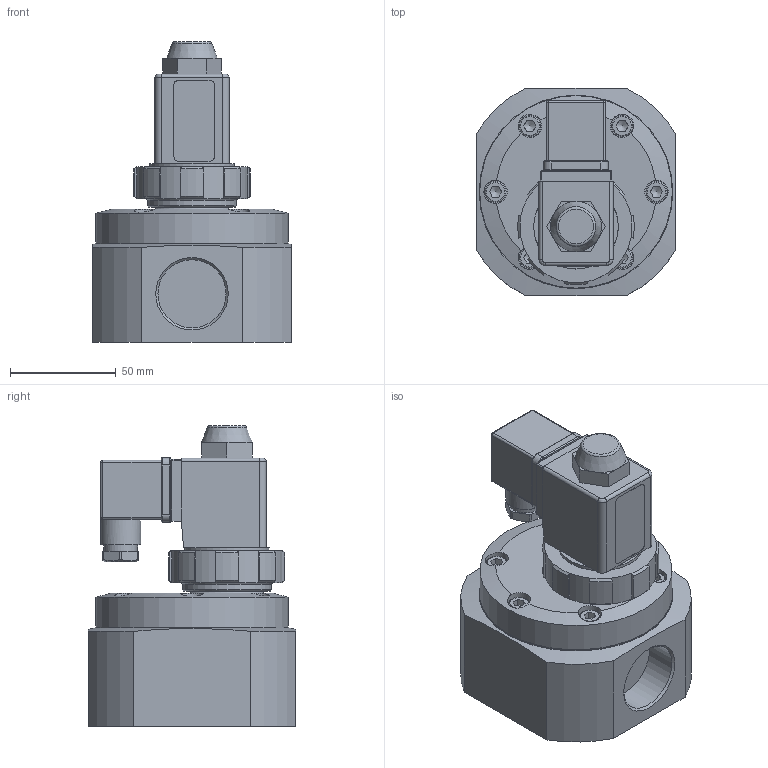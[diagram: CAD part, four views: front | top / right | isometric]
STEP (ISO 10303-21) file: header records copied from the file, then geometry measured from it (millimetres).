
FILE_DESCRIPTION(/* description */ (''),/* implementation_level */ '2;1');
FILE_NAME(/* name */ 'Typ 160 DN20 PVC (91600003).stp',/* time_stamp */ '2018-07-27T12:22:33+02:00',/* author */ ('scanivar'),/* organization */ (''),/* preprocessor_version */ 'ST-DEVELOPER v15.2',/* originating_system */ 'Autodesk Inventor 2014',/* authorisation */ '');
FILE_SCHEMA (('AUTOMOTIVE_DESIGN { 1 0 10303 214 3 1 1 }'));
Length unit declared in the file: centimetre
Products named in the file (1): BG-91600003
Bounding box: 94 x 98 x 142.2 mm (x, y, z)
Volume: 609465 mm3; surface area: 63539.6 mm2
Topology: 1 solids, 1 shells, 342 faces, 839 edges, 516 vertices
Faces by surface type: plane 162, cylinder 88, cone 62, torus 23, sphere 5, bspline 2
Full cylindrical faces by diameter (mm): 5 x2, 7.2 x1, 9 x4, 9.6 x1, 10 x6, 11 x6, 16 x1, 18.9 x1, 32.2 x2, 33.5 x1, 34.5 x1, 40 x1, 42 x1, 91 x1, 91.5 x1
Entity records: 9945 total; most frequent: CARTESIAN_POINT 2021, DIRECTION 1608, ORIENTED_EDGE 1482, EDGE_CURVE 741, AXIS2_PLACEMENT_3D 628, VERTEX_POINT 489, EDGE_LOOP 430, LINE 352
